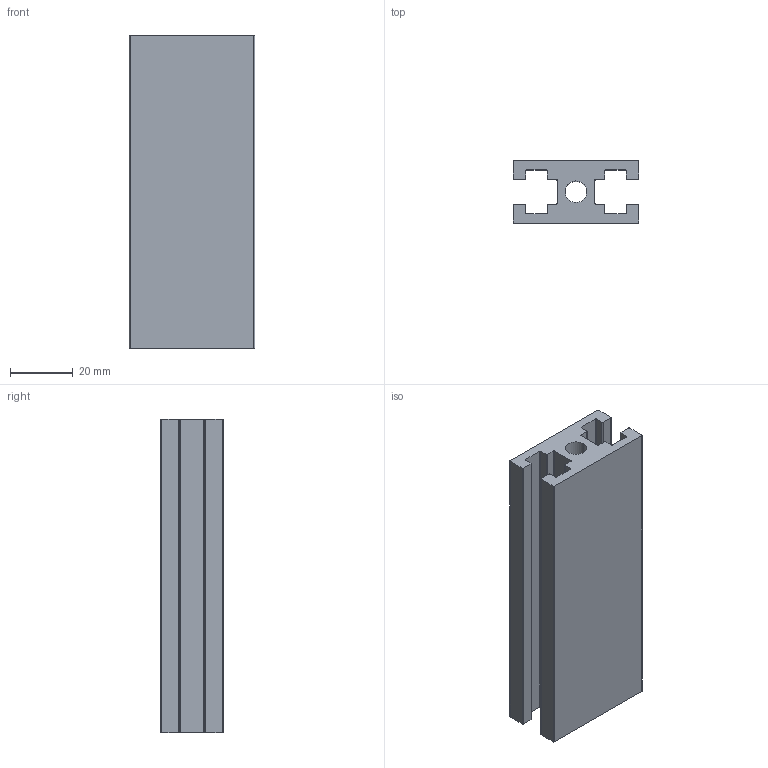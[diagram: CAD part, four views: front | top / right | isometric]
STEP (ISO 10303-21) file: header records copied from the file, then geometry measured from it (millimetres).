
FILE_DESCRIPTION (( 'STEP AP203' ), '1' );
FILE_NAME ('JL-8-2040GA.STEP', '2019-07-23T05:53:07', ( 'admin' ), ( '' ), 'SwSTEP 2.0', 'SolidWorks 2017', '' );
FILE_SCHEMA (( 'CONFIG_CONTROL_DESIGN' ));
Length unit declared in the file: millimetre
Products named in the file (1): JL-8-2040GA
Bounding box: 40 x 20 x 100 mm (x, y, z)
Volume: 45628.6 mm3; surface area: 22906.7 mm2
Topology: 1 solids, 1 shells, 214 faces, 609 edges, 406 vertices
Faces by surface type: plane 156, cylinder 30, bspline 28
Entity records: 7866 total; most frequent: CARTESIAN_POINT 2338, ORIENTED_EDGE 1218, DIRECTION 987, EDGE_CURVE 609, VECTOR 493, LINE 493, VERTEX_POINT 406, AXIS2_PLACEMENT_3D 247
